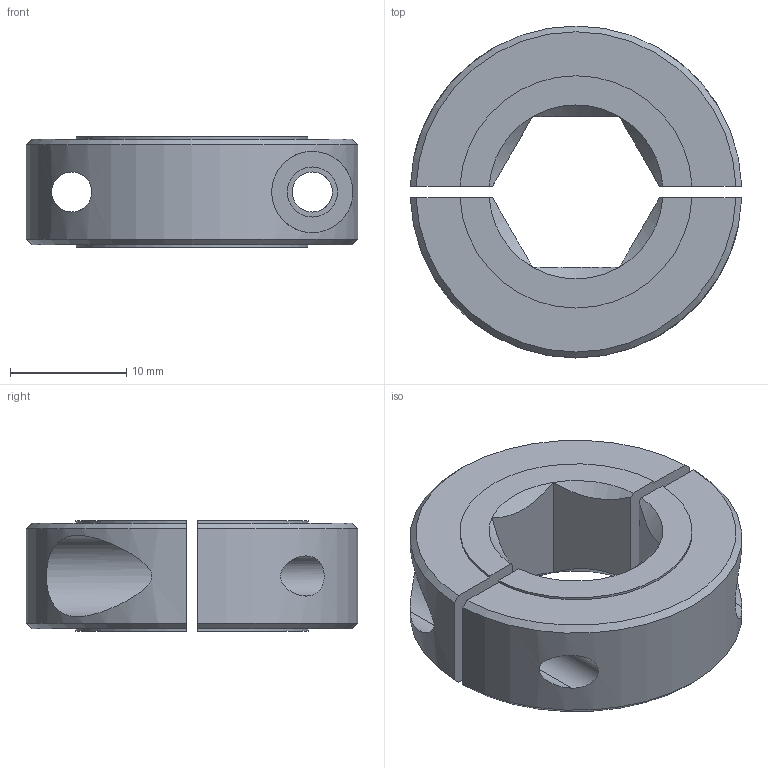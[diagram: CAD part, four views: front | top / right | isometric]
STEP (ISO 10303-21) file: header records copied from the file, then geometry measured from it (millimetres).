
FILE_DESCRIPTION (( 'STEP AP214' ), '1' );
FILE_NAME ('WCP-0324.step', '2021-12-14T08:15:05', ( '' ), ( '' ), 'SwSTEP 2.0', 'SolidWorks 2020', '' );
FILE_SCHEMA (( 'AUTOMOTIVE_DESIGN' ));
Length unit declared in the file: inch
Products named in the file (1): WCP-0324
Bounding box: 28.56 x 28.57 x 9.53 mm (x, y, z)
Volume: 3650.4 mm3; surface area: 2758.4 mm2
Topology: 2 solids, 2 shells, 46 faces, 120 edges, 80 vertices
Faces by surface type: plane 20, cylinder 18, cone 8
Entity records: 1915 total; most frequent: CARTESIAN_POINT 695, ORIENTED_EDGE 240, DIRECTION 214, EDGE_CURVE 120, AXIS2_PLACEMENT_3D 83, VERTEX_POINT 80, EDGE_LOOP 56, VECTOR 48
